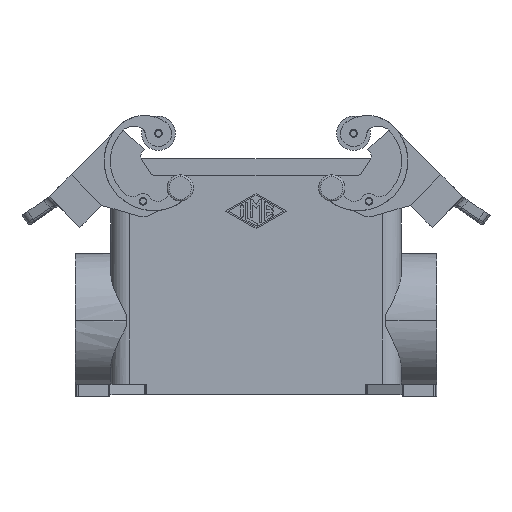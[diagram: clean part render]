
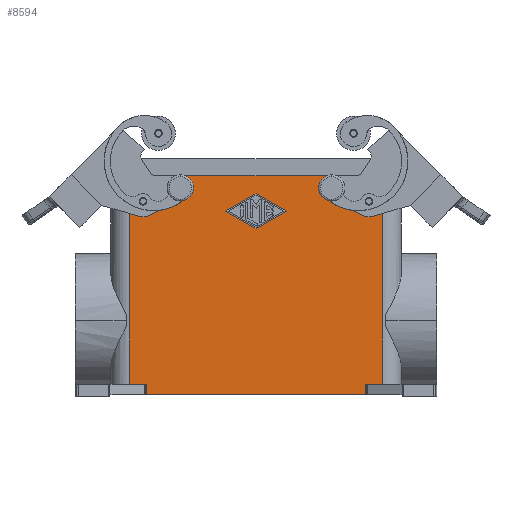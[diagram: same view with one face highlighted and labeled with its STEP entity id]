
A CAD part, front view. The second image highlights one B-rep face of the part: STEP entity #8594.
In plain terms, the highlighted planar face has unit normal (0, -1, 0).
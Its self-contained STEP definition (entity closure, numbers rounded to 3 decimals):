
#1224=CARTESIAN_POINT('',(-24.5,-21.75,22.0));
#1225=VERTEX_POINT('',#1224);
#1234=CARTESIAN_POINT('',(-24.5,-21.75,17.0));
#1235=VERTEX_POINT('',#1234);
#1236=CARTESIAN_POINT('',(-24.5,-21.75,19.5));
#1237=DIRECTION('',(0.0,1.0,0.0));
#1238=DIRECTION('',(0.0,0.0,1.0));
#1239=AXIS2_PLACEMENT_3D('',#1236,#1237,#1238);
#1240=CIRCLE('',#1239,2.5);
#1241=EDGE_CURVE('',#1235,#1225,#1240,.T.);
#2495=CARTESIAN_POINT('',(24.5,-21.75,22.0));
#2496=VERTEX_POINT('',#2495);
#2505=CARTESIAN_POINT('',(24.5,-21.75,17.0));
#2506=VERTEX_POINT('',#2505);
#2507=CARTESIAN_POINT('',(24.5,-21.75,19.5));
#2508=DIRECTION('',(0.0,1.0,0.0));
#2509=DIRECTION('',(0.0,0.0,1.0));
#2510=AXIS2_PLACEMENT_3D('',#2507,#2508,#2509);
#2511=CIRCLE('',#2510,2.5);
#2512=EDGE_CURVE('',#2506,#2496,#2511,.T.);
#8405=CARTESIAN_POINT('',(-35.541,-21.75,-47.5));
#8406=VERTEX_POINT('',#8405);
#8414=CARTESIAN_POINT('',(-35.541,-21.75,-44.));
#8415=VERTEX_POINT('',#8414);
#8416=CARTESIAN_POINT('',(-35.541,-21.75,-47.5));
#8417=DIRECTION('',(0.0,0.0,1.0));
#8418=VECTOR('',#8417,3.5);
#8419=LINE('',#8416,#8418);
#8420=EDGE_CURVE('',#8406,#8415,#8419,.T.);
#8460=CARTESIAN_POINT('',(35.541,-21.75,-44.));
#8461=VERTEX_POINT('',#8460);
#8469=CARTESIAN_POINT('',(35.541,-21.75,-47.5));
#8470=VERTEX_POINT('',#8469);
#8471=CARTESIAN_POINT('',(35.541,-21.75,-44.));
#8472=DIRECTION('',(0.0,0.0,-1.0));
#8473=VECTOR('',#8472,3.5);
#8474=LINE('',#8471,#8473);
#8475=EDGE_CURVE('',#8461,#8470,#8474,.T.);
#8487=CARTESIAN_POINT('',(41.,-21.75,1.5));
#8488=DIRECTION('',(0.0,-1.0,0.0));
#8489=DIRECTION('',(0.0,0.0,-1.0));
#8490=AXIS2_PLACEMENT_3D('',#8487,#8488,#8489);
#8491=PLANE('',#8490);
#8492=ORIENTED_EDGE('',*,*,#8420,.F.);
#8493=CARTESIAN_POINT('',(35.541,-21.75,-47.5));
#8494=DIRECTION('',(-1.0,0.0,0.0));
#8495=VECTOR('',#8494,71.081);
#8496=LINE('',#8493,#8495);
#8497=EDGE_CURVE('',#8470,#8406,#8496,.T.);
#8498=ORIENTED_EDGE('',*,*,#8497,.F.);
#8499=ORIENTED_EDGE('',*,*,#8475,.F.);
#8500=CARTESIAN_POINT('',(41.0,-21.75,-44.0));
#8501=VERTEX_POINT('',#8500);
#8502=CARTESIAN_POINT('',(35.541,-21.75,-44.));
#8503=DIRECTION('',(1.0,0.0,0.0));
#8504=VECTOR('',#8503,5.459);
#8505=LINE('',#8502,#8504);
#8506=EDGE_CURVE('',#8461,#8501,#8505,.T.);
#8507=ORIENTED_EDGE('',*,*,#8506,.T.);
#8508=CARTESIAN_POINT('',(41.,-21.75,23.5));
#8509=VERTEX_POINT('',#8508);
#8510=CARTESIAN_POINT('',(41.,-21.75,23.5));
#8511=DIRECTION('',(0.0,0.0,-1.0));
#8512=VECTOR('',#8511,67.5);
#8513=LINE('',#8510,#8512);
#8514=EDGE_CURVE('',#8509,#8501,#8513,.T.);
#8515=ORIENTED_EDGE('',*,*,#8514,.F.);
#8516=CARTESIAN_POINT('',(-41.,-21.75,23.5));
#8517=VERTEX_POINT('',#8516);
#8518=CARTESIAN_POINT('',(41.,-21.75,23.5));
#8519=DIRECTION('',(-1.0,0.0,0.0));
#8520=VECTOR('',#8519,82.0);
#8521=LINE('',#8518,#8520);
#8522=EDGE_CURVE('',#8509,#8517,#8521,.T.);
#8523=ORIENTED_EDGE('',*,*,#8522,.T.);
#8524=CARTESIAN_POINT('',(-41.0,-21.75,-44.0));
#8525=VERTEX_POINT('',#8524);
#8526=CARTESIAN_POINT('',(-41.,-21.75,23.5));
#8527=DIRECTION('',(0.0,0.0,-1.0));
#8528=VECTOR('',#8527,67.5);
#8529=LINE('',#8526,#8528);
#8530=EDGE_CURVE('',#8517,#8525,#8529,.T.);
#8531=ORIENTED_EDGE('',*,*,#8530,.T.);
#8532=CARTESIAN_POINT('',(-41.0,-21.75,-44.0));
#8533=DIRECTION('',(1.0,0.0,0.0));
#8534=VECTOR('',#8533,5.459);
#8535=LINE('',#8532,#8534);
#8536=EDGE_CURVE('',#8525,#8415,#8535,.T.);
#8537=ORIENTED_EDGE('',*,*,#8536,.T.);
#8538=EDGE_LOOP('',(#8492,#8498,#8499,#8507,#8515,#8523,#8531,#8537));
#8539=FACE_OUTER_BOUND('',#8538,.T.);
#8540=CARTESIAN_POINT('',(0.,-21.75,6.375));
#8541=VERTEX_POINT('',#8540);
#8542=CARTESIAN_POINT('',(-9.75,-21.75,12.));
#8543=VERTEX_POINT('',#8542);
#8544=CARTESIAN_POINT('',(0.,-21.75,6.375));
#8545=DIRECTION('',(-0.866,0.0,0.5));
#8546=VECTOR('',#8545,11.256);
#8547=LINE('',#8544,#8546);
#8548=EDGE_CURVE('',#8541,#8543,#8547,.T.);
#8549=ORIENTED_EDGE('',*,*,#8548,.T.);
#8550=CARTESIAN_POINT('',(0.,-21.75,17.625));
#8551=VERTEX_POINT('',#8550);
#8552=CARTESIAN_POINT('',(-9.75,-21.75,12.));
#8553=DIRECTION('',(0.866,0.0,0.5));
#8554=VECTOR('',#8553,11.256);
#8555=LINE('',#8552,#8554);
#8556=EDGE_CURVE('',#8543,#8551,#8555,.T.);
#8557=ORIENTED_EDGE('',*,*,#8556,.T.);
#8558=CARTESIAN_POINT('',(9.75,-21.75,12.0));
#8559=VERTEX_POINT('',#8558);
#8560=CARTESIAN_POINT('',(0.,-21.75,17.625));
#8561=DIRECTION('',(0.866,0.0,-0.5));
#8562=VECTOR('',#8561,11.256);
#8563=LINE('',#8560,#8562);
#8564=EDGE_CURVE('',#8551,#8559,#8563,.T.);
#8565=ORIENTED_EDGE('',*,*,#8564,.T.);
#8566=CARTESIAN_POINT('',(9.75,-21.75,12.0));
#8567=DIRECTION('',(-0.866,0.0,-0.5));
#8568=VECTOR('',#8567,11.256);
#8569=LINE('',#8566,#8568);
#8570=EDGE_CURVE('',#8559,#8541,#8569,.T.);
#8571=ORIENTED_EDGE('',*,*,#8570,.T.);
#8572=EDGE_LOOP('',(#8549,#8557,#8565,#8571));
#8573=FACE_BOUND('',#8572,.T.);
#8574=ORIENTED_EDGE('',*,*,#2512,.T.);
#8575=CARTESIAN_POINT('',(24.5,-21.75,19.5));
#8576=DIRECTION('',(0.0,1.0,0.0));
#8577=DIRECTION('',(0.0,0.0,1.0));
#8578=AXIS2_PLACEMENT_3D('',#8575,#8576,#8577);
#8579=CIRCLE('',#8578,2.5);
#8580=EDGE_CURVE('',#2496,#2506,#8579,.T.);
#8581=ORIENTED_EDGE('',*,*,#8580,.T.);
#8582=EDGE_LOOP('',(#8574,#8581));
#8583=FACE_BOUND('',#8582,.T.);
#8584=ORIENTED_EDGE('',*,*,#1241,.T.);
#8585=CARTESIAN_POINT('',(-24.5,-21.75,19.5));
#8586=DIRECTION('',(0.0,1.0,0.0));
#8587=DIRECTION('',(0.0,0.0,1.0));
#8588=AXIS2_PLACEMENT_3D('',#8585,#8586,#8587);
#8589=CIRCLE('',#8588,2.5);
#8590=EDGE_CURVE('',#1225,#1235,#8589,.T.);
#8591=ORIENTED_EDGE('',*,*,#8590,.T.);
#8592=EDGE_LOOP('',(#8584,#8591));
#8593=FACE_BOUND('',#8592,.T.);
#8594=ADVANCED_FACE('',(#8539,#8573,#8583,#8593),#8491,.T.);
